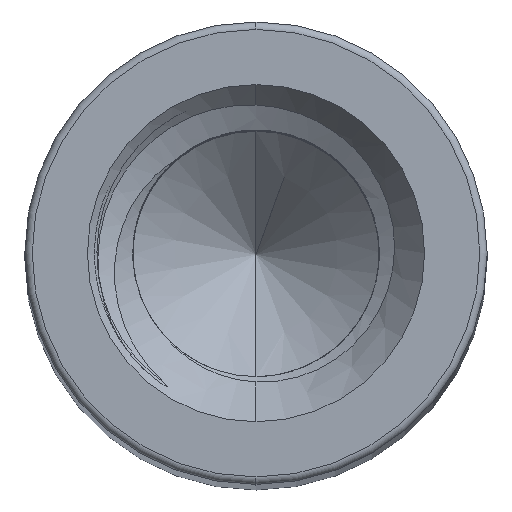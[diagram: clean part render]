
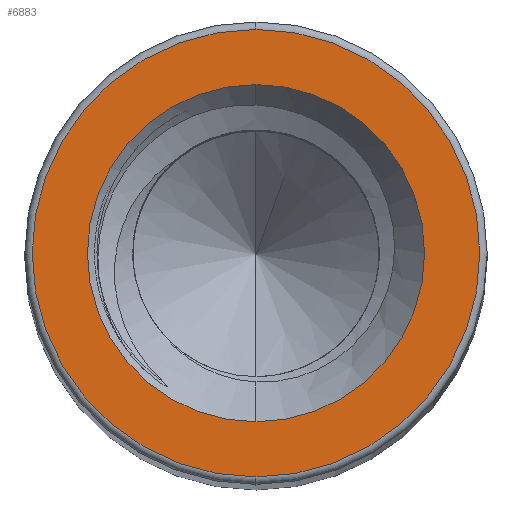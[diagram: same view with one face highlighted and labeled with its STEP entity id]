
A CAD part, top view. The second image highlights one B-rep face of the part: STEP entity #6883.
In plain terms, the highlighted planar face has unit normal (0, 0, 1).
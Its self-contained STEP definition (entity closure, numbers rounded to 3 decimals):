
#6750 = EDGE_CURVE('',#6751,#6753,#6755,.T.);
#6751 = VERTEX_POINT('',#6752);
#6752 = CARTESIAN_POINT('',(0.,-1.158,
    22.225));
#6753 = VERTEX_POINT('',#6754);
#6754 = CARTESIAN_POINT('',(0.,1.158,22.225
    ));
#6755 = CIRCLE('',#6756,1.158);
#6756 = AXIS2_PLACEMENT_3D('',#6757,#6758,#6759);
#6757 = CARTESIAN_POINT('',(0.,0.,
    22.225));
#6758 = DIRECTION('',(0.,0.,-1.));
#6759 = DIRECTION('',(0.,-1.,0.));
#6883 = ADVANCED_FACE('',(#6884,#6904),#6914,.F.);
#6884 = FACE_BOUND('',#6885,.F.);
#6885 = EDGE_LOOP('',(#6886,#6897));
#6886 = ORIENTED_EDGE('',*,*,#6887,.F.);
#6887 = EDGE_CURVE('',#6888,#6890,#6892,.T.);
#6888 = VERTEX_POINT('',#6889);
#6889 = CARTESIAN_POINT('',(0.,-1.537,22.225)
  );
#6890 = VERTEX_POINT('',#6891);
#6891 = CARTESIAN_POINT('',(0.,1.537,22.225)
  );
#6892 = CIRCLE('',#6893,1.537);
#6893 = AXIS2_PLACEMENT_3D('',#6894,#6895,#6896);
#6894 = CARTESIAN_POINT('',(0.,0.,
    22.225));
#6895 = DIRECTION('',(0.,0.,1.));
#6896 = DIRECTION('',(0.,-1.,0.));
#6897 = ORIENTED_EDGE('',*,*,#6898,.F.);
#6898 = EDGE_CURVE('',#6890,#6888,#6899,.T.);
#6899 = CIRCLE('',#6900,1.537);
#6900 = AXIS2_PLACEMENT_3D('',#6901,#6902,#6903);
#6901 = CARTESIAN_POINT('',(0.,0.,
    22.225));
#6902 = DIRECTION('',(0.,0.,1.));
#6903 = DIRECTION('',(0.,1.,0.));
#6904 = FACE_BOUND('',#6905,.F.);
#6905 = EDGE_LOOP('',(#6906,#6907));
#6906 = ORIENTED_EDGE('',*,*,#6750,.F.);
#6907 = ORIENTED_EDGE('',*,*,#6908,.F.);
#6908 = EDGE_CURVE('',#6753,#6751,#6909,.T.);
#6909 = CIRCLE('',#6910,1.158);
#6910 = AXIS2_PLACEMENT_3D('',#6911,#6912,#6913);
#6911 = CARTESIAN_POINT('',(0.,0.,
    22.225));
#6912 = DIRECTION('',(0.,0.,-1.));
#6913 = DIRECTION('',(0.,1.,0.));
#6914 = PLANE('',#6915);
#6915 = AXIS2_PLACEMENT_3D('',#6916,#6917,#6918);
#6916 = CARTESIAN_POINT('',(0.,0.,
    22.225));
#6917 = DIRECTION('',(0.,0.,-1.));
#6918 = DIRECTION('',(0.,1.,0.));
